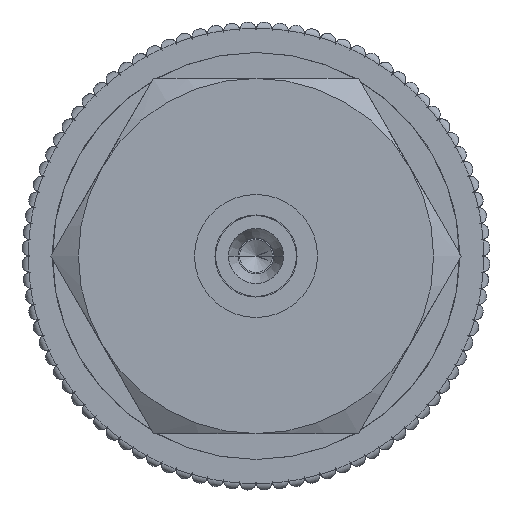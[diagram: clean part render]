
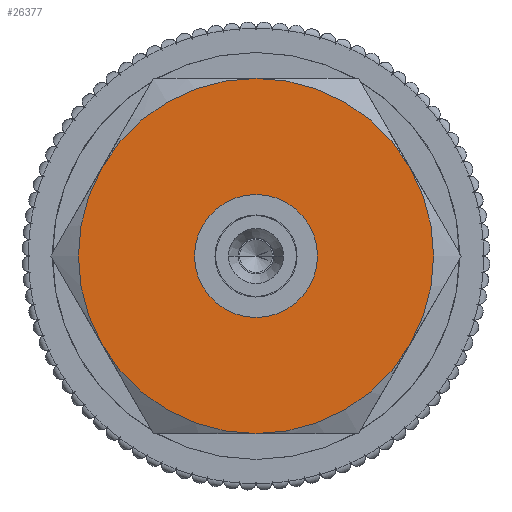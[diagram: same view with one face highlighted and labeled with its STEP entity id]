
A CAD part, left-side view. The second image highlights one B-rep face of the part: STEP entity #26377.
In plain terms, the highlighted planar face has unit normal (-1, 0, 0).
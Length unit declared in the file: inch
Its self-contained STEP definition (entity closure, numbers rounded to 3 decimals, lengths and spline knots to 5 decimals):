
#145 = CARTESIAN_POINT ( 'NONE',  ( 0., -0.18753, -0.10827 ) ) ;
#421 = DIRECTION ( 'NONE',  ( 1., 0., 0. ) ) ;
#849 = DIRECTION ( 'NONE',  ( 0., 0., 1. ) ) ;
#899 = EDGE_CURVE ( 'NONE', #18234, #5680, #5819, .T. ) ;
#901 = ORIENTED_EDGE ( 'NONE', *, *, #5820, .F. ) ;
#1076 = DIRECTION ( 'NONE',  ( 0., 0., -1. ) ) ;
#1399 = ORIENTED_EDGE ( 'NONE', *, *, #9796, .F. ) ;
#1413 = CARTESIAN_POINT ( 'NONE',  ( 0., 0., 0.21654 ) ) ;
#1640 = PLANE ( 'NONE',  #9531 ) ;
#1854 = CARTESIAN_POINT ( 'NONE',  ( 0., 0., -0.075 ) ) ;
#2071 = CARTESIAN_POINT ( 'NONE',  ( 0., 0., 0. ) ) ;
#2098 = ORIENTED_EDGE ( 'NONE', *, *, #8839, .F. ) ;
#2729 = AXIS2_PLACEMENT_3D ( 'NONE', #17097, #14228, #849 ) ;
#3711 = DIRECTION ( 'NONE',  ( 0., 0., 1. ) ) ;
#3713 = CIRCLE ( 'NONE', #18582, 0.21654 ) ;
#4093 = CIRCLE ( 'NONE', #14721, 0.21654 ) ;
#4775 = EDGE_CURVE ( 'NONE', #18234, #15618, #5813, .T. ) ;
#4870 = CIRCLE ( 'NONE', #2729, 0.075 ) ;
#5251 = CARTESIAN_POINT ( 'NONE',  ( 0., 0., 0. ) ) ;
#5497 = DIRECTION ( 'NONE',  ( 1., 0., 0. ) ) ;
#5680 = VERTEX_POINT ( 'NONE', #17517 ) ;
#5813 = CIRCLE ( 'NONE', #16034, 0.21654 ) ;
#5819 = CIRCLE ( 'NONE', #24515, 0.21654 ) ;
#5820 = EDGE_CURVE ( 'NONE', #17889, #6271, #4093, .T. ) ;
#6271 = VERTEX_POINT ( 'NONE', #14906 ) ;
#6410 = CIRCLE ( 'NONE', #11969, 0.21654 ) ;
#7514 = FACE_BOUND ( 'NONE', #17793, .T. ) ;
#7519 = DIRECTION ( 'NONE',  ( 0., 0., 1. ) ) ;
#7715 = CARTESIAN_POINT ( 'NONE',  ( 0., 0., -0.21654 ) ) ;
#8402 = ORIENTED_EDGE ( 'NONE', *, *, #15731, .F. ) ;
#8547 = DIRECTION ( 'NONE',  ( 0., 0., -1. ) ) ;
#8702 = AXIS2_PLACEMENT_3D ( 'NONE', #24782, #10179, #8547 ) ;
#8839 = EDGE_CURVE ( 'NONE', #15618, #23686, #9568, .T. ) ;
#9531 = AXIS2_PLACEMENT_3D ( 'NONE', #9781, #421, #16282 ) ;
#9563 = CARTESIAN_POINT ( 'NONE',  ( 0., 0., 0. ) ) ;
#9568 = CIRCLE ( 'NONE', #8702, 0.21654 ) ;
#9781 = CARTESIAN_POINT ( 'NONE',  ( 0., 0., 0. ) ) ;
#9796 = EDGE_CURVE ( 'NONE', #23686, #17889, #6410, .T. ) ;
#10179 = DIRECTION ( 'NONE',  ( 1., 0., 0. ) ) ;
#11147 = EDGE_CURVE ( 'NONE', #6271, #5680, #3713, .T. ) ;
#11196 = ORIENTED_EDGE ( 'NONE', *, *, #899, .T. ) ;
#11500 = VERTEX_POINT ( 'NONE', #15126 ) ;
#11558 = DIRECTION ( 'NONE',  ( -1., 0., 0. ) ) ;
#11969 = AXIS2_PLACEMENT_3D ( 'NONE', #21882, #26008, #19752 ) ;
#12572 = EDGE_LOOP ( 'NONE', ( #901, #1399, #2098, #23890, #11196, #15139 ) ) ;
#13746 = DIRECTION ( 'NONE',  ( 0., 0., -1. ) ) ;
#13988 = CARTESIAN_POINT ( 'NONE',  ( 0., -0.18753, 0.10827 ) ) ;
#14208 = DIRECTION ( 'NONE',  ( 1., 0., 0. ) ) ;
#14228 = DIRECTION ( 'NONE',  ( -1., 0., 0. ) ) ;
#14433 = ORIENTED_EDGE ( 'NONE', *, *, #24531, .F. ) ;
#14721 = AXIS2_PLACEMENT_3D ( 'NONE', #23053, #21045, #1076 ) ;
#14906 = CARTESIAN_POINT ( 'NONE',  ( 0., 0.18753, -0.10827 ) ) ;
#15126 = CARTESIAN_POINT ( 'NONE',  ( 0., 0., 0.075 ) ) ;
#15139 = ORIENTED_EDGE ( 'NONE', *, *, #11147, .F. ) ;
#15240 = VERTEX_POINT ( 'NONE', #1854 ) ;
#15618 = VERTEX_POINT ( 'NONE', #13988 ) ;
#15731 = EDGE_CURVE ( 'NONE', #15240, #11500, #4870, .T. ) ;
#16034 = AXIS2_PLACEMENT_3D ( 'NONE', #17478, #5497, #13746 ) ;
#16282 = DIRECTION ( 'NONE',  ( 0., 0., -1. ) ) ;
#16306 = CIRCLE ( 'NONE', #25230, 0.075 ) ;
#17097 = CARTESIAN_POINT ( 'NONE',  ( 0., 0., 0. ) ) ;
#17478 = CARTESIAN_POINT ( 'NONE',  ( 0., 0., 0. ) ) ;
#17517 = CARTESIAN_POINT ( 'NONE',  ( 0., 0.18753, 0.10827 ) ) ;
#17635 = DIRECTION ( 'NONE',  ( -1., 0., 0. ) ) ;
#17765 = FACE_OUTER_BOUND ( 'NONE', #12572, .T. ) ;
#17793 = EDGE_LOOP ( 'NONE', ( #14433, #8402 ) ) ;
#17889 = VERTEX_POINT ( 'NONE', #7715 ) ;
#18234 = VERTEX_POINT ( 'NONE', #1413 ) ;
#18582 = AXIS2_PLACEMENT_3D ( 'NONE', #2071, #14208, #23923 ) ;
#19752 = DIRECTION ( 'NONE',  ( 0., 0., -1. ) ) ;
#21045 = DIRECTION ( 'NONE',  ( 1., 0., 0. ) ) ;
#21882 = CARTESIAN_POINT ( 'NONE',  ( 0., 0., 0. ) ) ;
#23053 = CARTESIAN_POINT ( 'NONE',  ( 0., 0., 0. ) ) ;
#23686 = VERTEX_POINT ( 'NONE', #145 ) ;
#23890 = ORIENTED_EDGE ( 'NONE', *, *, #4775, .F. ) ;
#23923 = DIRECTION ( 'NONE',  ( 0., 0., -1. ) ) ;
#24515 = AXIS2_PLACEMENT_3D ( 'NONE', #9563, #11558, #3711 ) ;
#24531 = EDGE_CURVE ( 'NONE', #11500, #15240, #16306, .T. ) ;
#24782 = CARTESIAN_POINT ( 'NONE',  ( 0., 0., 0. ) ) ;
#25230 = AXIS2_PLACEMENT_3D ( 'NONE', #5251, #17635, #7519 ) ;
#26008 = DIRECTION ( 'NONE',  ( 1., 0., 0. ) ) ;
#26377 = ADVANCED_FACE ( 'NONE', ( #7514, #17765 ), #1640, .F. ) ;
